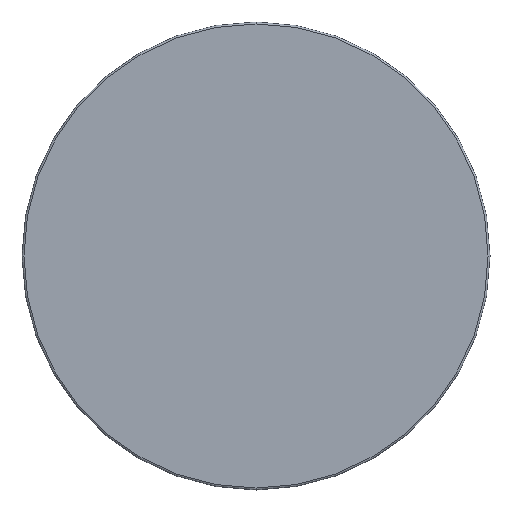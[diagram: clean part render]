
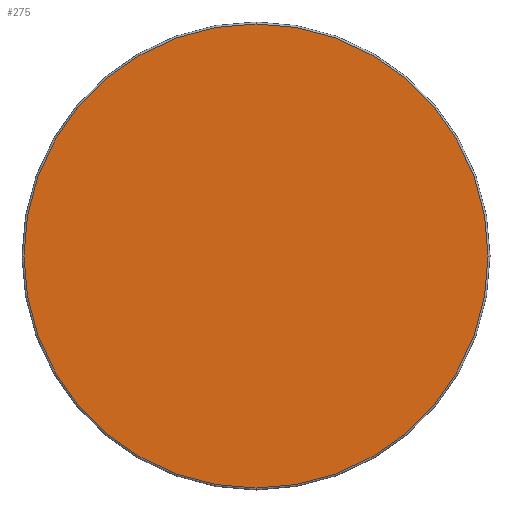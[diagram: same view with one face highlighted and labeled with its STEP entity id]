
A CAD part, front view. The second image highlights one B-rep face of the part: STEP entity #275.
In plain terms, the highlighted planar face has unit normal (0, -1, 0).
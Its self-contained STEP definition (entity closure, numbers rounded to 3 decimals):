
#29 = CIRCLE ( 'NONE', #84, 29.75 ) ;
#31 = VERTEX_POINT ( 'NONE', #45 ) ;
#34 = DIRECTION ( 'NONE',  ( 0., 0., 1. ) ) ;
#38 = DIRECTION ( 'NONE',  ( 0., 0., 1. ) ) ;
#45 = CARTESIAN_POINT ( 'NONE',  ( 0., 0., -29.75 ) ) ;
#52 = FACE_OUTER_BOUND ( 'NONE', #69, .T. ) ;
#69 = EDGE_LOOP ( 'NONE', ( #99, #108 ) ) ;
#75 = CARTESIAN_POINT ( 'NONE',  ( 0., 0., 29.75 ) ) ;
#84 = AXIS2_PLACEMENT_3D ( 'NONE', #174, #248, #160 ) ;
#99 = ORIENTED_EDGE ( 'NONE', *, *, #169, .T. ) ;
#107 = EDGE_CURVE ( 'NONE', #31, #147, #29, .T. ) ;
#108 = ORIENTED_EDGE ( 'NONE', *, *, #107, .T. ) ;
#109 = PLANE ( 'NONE',  #122 ) ;
#122 = AXIS2_PLACEMENT_3D ( 'NONE', #269, #220, #34 ) ;
#147 = VERTEX_POINT ( 'NONE', #75 ) ;
#160 = DIRECTION ( 'NONE',  ( 0., 0., 1. ) ) ;
#163 = DIRECTION ( 'NONE',  ( 0., -1., 0. ) ) ;
#169 = EDGE_CURVE ( 'NONE', #147, #31, #192, .T. ) ;
#174 = CARTESIAN_POINT ( 'NONE',  ( 0., 0., 0. ) ) ;
#180 = AXIS2_PLACEMENT_3D ( 'NONE', #223, #163, #38 ) ;
#192 = CIRCLE ( 'NONE', #180, 29.75 ) ;
#220 = DIRECTION ( 'NONE',  ( 0., 1., 0. ) ) ;
#223 = CARTESIAN_POINT ( 'NONE',  ( 0., 0., 0. ) ) ;
#248 = DIRECTION ( 'NONE',  ( 0., -1., 0. ) ) ;
#269 = CARTESIAN_POINT ( 'NONE',  ( 0., 0., 0. ) ) ;
#275 = ADVANCED_FACE ( 'NONE', ( #52 ), #109, .F. ) ;
